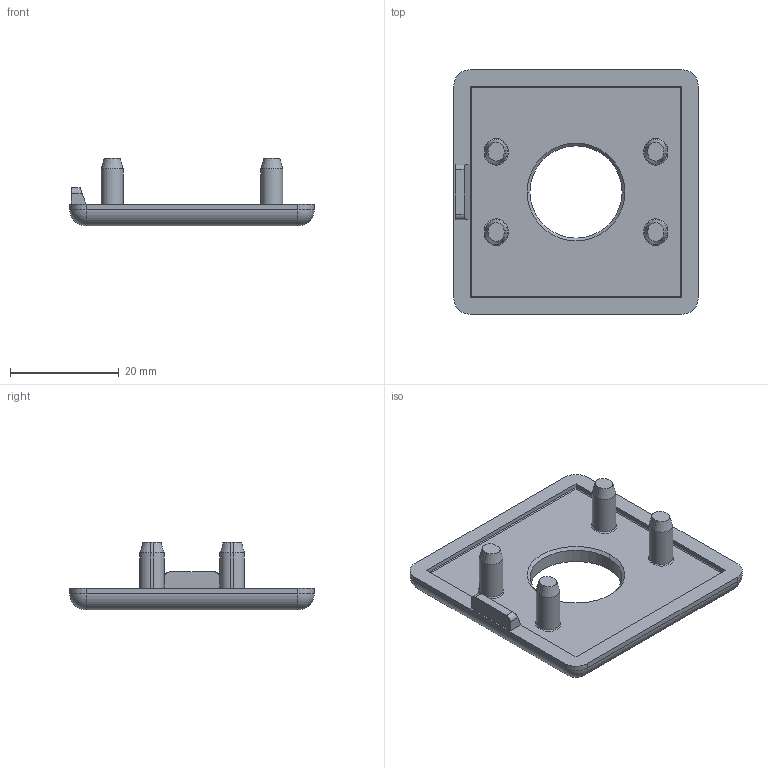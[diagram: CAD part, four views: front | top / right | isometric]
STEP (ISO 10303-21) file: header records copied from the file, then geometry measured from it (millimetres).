
FILE_DESCRIPTION(('STEP AP214'),'1');
FILE_NAME('fath_091015.stp','2017-05-01T06:13:58',('TraceParts'),('TraceParts S.A.'),'Spatial InterOp 3D',' ',' ');
FILE_SCHEMA(('automotive_design'));
Length unit declared in the file: millimetre
Products named in the file (1): fath_091015
Bounding box: 45 x 45 x 12.5 mm (x, y, z)
Volume: 6124.6 mm3; surface area: 4876.4 mm2
Topology: 1 solids, 1 shells, 90 faces, 201 edges, 114 vertices
Faces by surface type: plane 36, cylinder 32, cone 10, torus 8, sphere 4
Entity records: 3166 total; most frequent: DIRECTION 445, CARTESIAN_POINT 420, ORIENTED_EDGE 394, EDGE_CURVE 197, AXIS2_PLACEMENT_3D 163, LINE 119, VECTOR 119, VERTEX_POINT 114
